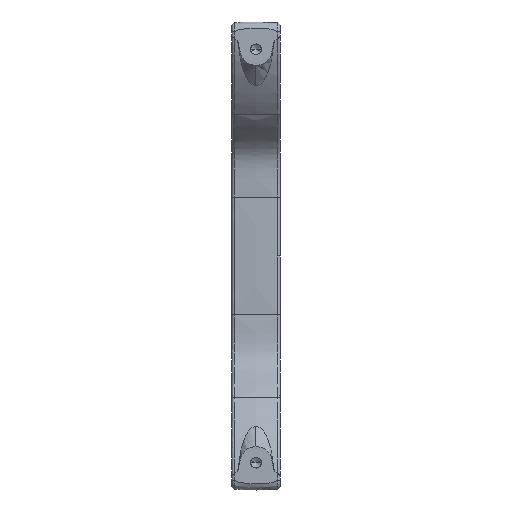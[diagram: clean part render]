
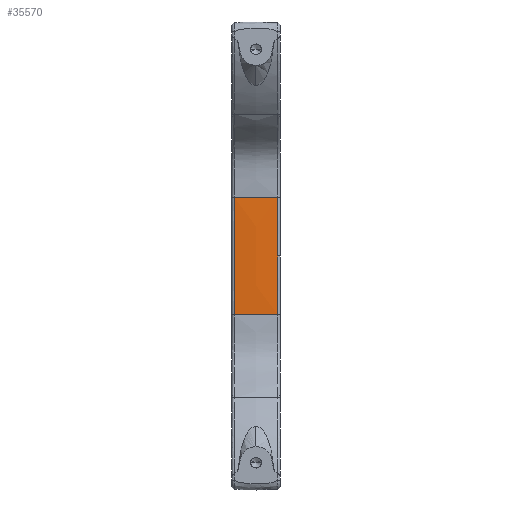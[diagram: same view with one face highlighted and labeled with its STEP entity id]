
A CAD part, front view. The second image highlights one B-rep face of the part: STEP entity #35570.
In plain terms, the highlighted face is a extrusion surface.
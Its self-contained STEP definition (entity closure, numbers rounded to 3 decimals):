
#7710=CARTESIAN_POINT('',(14.244,24.518,
-50.248));
#7720=VERTEX_POINT('',#7710);
#14210=CARTESIAN_POINT('',(0.756,24.519,
-50.248));
#14220=VERTEX_POINT('',#14210);
#17440=CARTESIAN_POINT('',(14.244,24.518,
-50.248));
#17450=CARTESIAN_POINT('',(14.244,24.518,
-50.211));
#17460=CARTESIAN_POINT('',(14.244,24.518,
-50.174));
#17470=CARTESIAN_POINT('',(14.244,24.518,
-41.8));
#17480=CARTESIAN_POINT('',(14.244,24.518,
-33.462));
#17490=CARTESIAN_POINT('',(14.244,24.518,
-16.483));
#17500=CARTESIAN_POINT('',(14.244,24.518,
-7.841));
#17510=CARTESIAN_POINT('',(14.244,24.518,
0.8));
#17520=B_SPLINE_CURVE_WITH_KNOTS('',3,(#17440,#17450,#17460,#17470,
#17480,#17490,#17500,#17510),.UNSPECIFIED.,.F.,.F.,(4,2,2,4),(0.,
0.11,25.124,51.048),.UNSPECIFIED.);
#17530=CARTESIAN_POINT('',(14.244,24.518,
-32.));
#17540=VERTEX_POINT('',#17530);
#17550=EDGE_CURVE('',#7720,#17540,#17520,.T.);
#19770=CARTESIAN_POINT('',(0.756,24.519,
-13.752));
#19780=VERTEX_POINT('',#19770);
#19830=CARTESIAN_POINT('',(0.756,24.518,
-50.248));
#19840=DIRECTION('',(0.,0.,1.));
#19850=VECTOR('',#19840,1.);
#19860=LINE('',#19830,#19850);
#19870=EDGE_CURVE('',#14220,#19780,#19860,.T.);
#34970=CARTESIAN_POINT('',(126.001,32.666,
50.248));
#34980=CARTESIAN_POINT('',(89.,29.969,
50.248));
#34990=CARTESIAN_POINT('',(52.,27.271,
50.248));
#35000=CARTESIAN_POINT('',(13.929,24.496,
50.248));
#35010=CARTESIAN_POINT('',(11.198,24.276,
50.248));
#35020=CARTESIAN_POINT('',(7.5,24.276,
50.248));
#35030=CARTESIAN_POINT('',(3.802,24.276,
50.248));
#35040=CARTESIAN_POINT('',(1.071,24.496,
50.248));
#35050=CARTESIAN_POINT('',(-37.,27.271,
50.248));
#35060=CARTESIAN_POINT('',(-74.,29.969,
50.248));
#35070=CARTESIAN_POINT('',(-111.001,32.666,
50.248));
#35080=B_SPLINE_CURVE_WITH_KNOTS('',3,(#34970,#34980,#34990,#35000,
#35010,#35020,#35030,#35040,#35050,#35060,#35070),.UNSPECIFIED.,.F.,.F.,
(4,2,3,2,4),(-259.385,0.,7.507,15.015,
274.399),.UNSPECIFIED.);
#35090=DIRECTION('',(0.,0.,-1.));
#35100=VECTOR('',#35090,1.);
#35110=SURFACE_OF_LINEAR_EXTRUSION('',#35080,#35100);
#35120=CARTESIAN_POINT('',(126.001,32.666,
-13.752));
#35130=CARTESIAN_POINT('',(89.,29.969,
-13.752));
#35140=CARTESIAN_POINT('',(52.,27.271,
-13.752));
#35150=CARTESIAN_POINT('',(13.929,24.496,
-13.752));
#35160=CARTESIAN_POINT('',(11.198,24.276,
-13.752));
#35170=CARTESIAN_POINT('',(7.5,24.276,
-13.752));
#35180=CARTESIAN_POINT('',(3.802,24.276,
-13.752));
#35190=CARTESIAN_POINT('',(1.071,24.496,
-13.752));
#35200=CARTESIAN_POINT('',(-37.,27.271,
-13.752));
#35210=CARTESIAN_POINT('',(-74.,29.969,
-13.752));
#35220=CARTESIAN_POINT('',(-111.001,32.666,
-13.752));
#35230=B_SPLINE_CURVE_WITH_KNOTS('',3,(#35120,#35130,#35140,#35150,
#35160,#35170,#35180,#35190,#35200,#35210,#35220),.UNSPECIFIED.,.F.,.F.,
(4,2,3,2,4),(-259.385,0.,7.507,15.015,
274.399),.UNSPECIFIED.);
#35240=CARTESIAN_POINT('',(14.244,24.518,
-13.752));
#35250=VERTEX_POINT('',#35240);
#35260=EDGE_CURVE('',#35250,#19780,#35230,.T.);
#35270=ORIENTED_EDGE('',*,*,#35260,.T.);
#35280=CARTESIAN_POINT('',(14.244,24.518,
-13.752));
#35290=CARTESIAN_POINT('',(14.244,24.518,
-13.789));
#35300=CARTESIAN_POINT('',(14.244,24.518,
-13.826));
#35310=CARTESIAN_POINT('',(14.244,24.518,
-22.2));
#35320=CARTESIAN_POINT('',(14.244,24.518,
-30.538));
#35330=CARTESIAN_POINT('',(14.244,24.518,
-47.517));
#35340=CARTESIAN_POINT('',(14.244,24.518,
-56.159));
#35350=CARTESIAN_POINT('',(14.244,24.518,
-64.8));
#35360=B_SPLINE_CURVE_WITH_KNOTS('',3,(#35280,#35290,#35300,#35310,
#35320,#35330,#35340,#35350),.UNSPECIFIED.,.F.,.F.,(4,2,2,4),(0.,
0.11,25.124,51.048),.UNSPECIFIED.);
#35370=EDGE_CURVE('',#35250,#17540,#35360,.T.);
#35380=ORIENTED_EDGE('',*,*,#35370,.F.);
#35390=ORIENTED_EDGE('',*,*,#17550,.T.);
#35400=CARTESIAN_POINT('',(126.001,32.666,
-50.248));
#35410=CARTESIAN_POINT('',(89.,29.969,
-50.248));
#35420=CARTESIAN_POINT('',(52.,27.271,
-50.248));
#35430=CARTESIAN_POINT('',(13.929,24.496,
-50.248));
#35440=CARTESIAN_POINT('',(11.198,24.276,
-50.248));
#35450=CARTESIAN_POINT('',(7.5,24.276,
-50.248));
#35460=CARTESIAN_POINT('',(3.802,24.276,
-50.248));
#35470=CARTESIAN_POINT('',(1.071,24.496,
-50.248));
#35480=CARTESIAN_POINT('',(-37.,27.271,
-50.248));
#35490=CARTESIAN_POINT('',(-74.,29.969,
-50.248));
#35500=CARTESIAN_POINT('',(-111.001,32.666,
-50.248));
#35510=B_SPLINE_CURVE_WITH_KNOTS('',3,(#35400,#35410,#35420,#35430,
#35440,#35450,#35460,#35470,#35480,#35490,#35500),.UNSPECIFIED.,.F.,.F.,
(4,2,3,2,4),(-259.385,0.,7.507,15.015,
274.399),.UNSPECIFIED.);
#35520=EDGE_CURVE('',#7720,#14220,#35510,.T.);
#35530=ORIENTED_EDGE('',*,*,#35520,.F.);
#35540=ORIENTED_EDGE('',*,*,#19870,.F.);
#35550=EDGE_LOOP('',(#35540,#35530,#35390,#35380,#35270));
#35560=FACE_OUTER_BOUND('',#35550,.T.);
#35570=ADVANCED_FACE('',(#35560),#35110,.T.);
